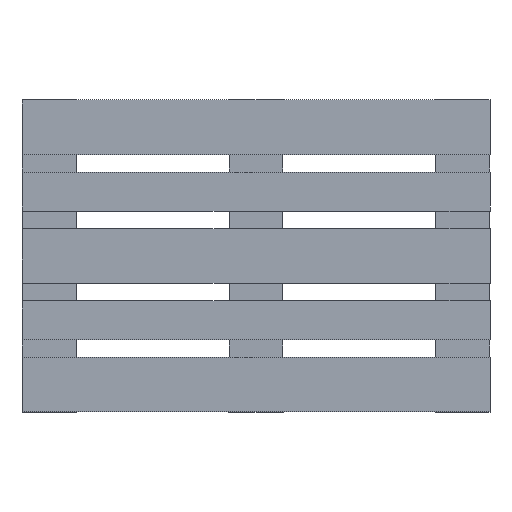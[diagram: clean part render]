
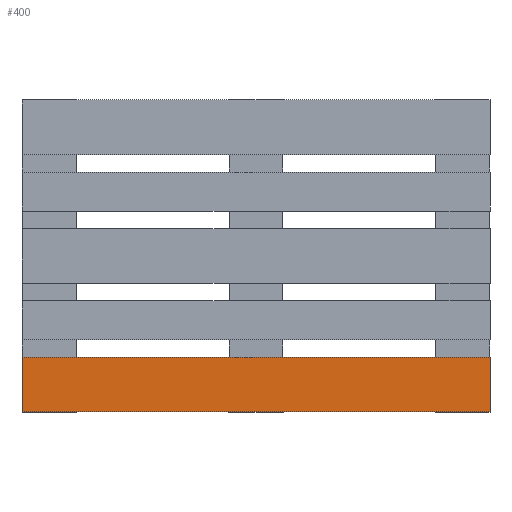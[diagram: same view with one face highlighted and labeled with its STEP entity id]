
A CAD part, top view. The second image highlights one B-rep face of the part: STEP entity #400.
In plain terms, the highlighted planar face has unit normal (0, 0, 1).
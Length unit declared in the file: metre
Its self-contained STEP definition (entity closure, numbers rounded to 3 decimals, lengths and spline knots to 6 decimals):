
#400 = ADVANCED_FACE( '', ( #830 ), #831, .T. );
#830 = FACE_OUTER_BOUND( '', #1287, .T. );
#831 = PLANE( '', #1288 );
#1287 = EDGE_LOOP( '', ( #2485, #2486, #2487, #2488 ) );
#1288 = AXIS2_PLACEMENT_3D( '', #2489, #2490, #2491 );
#2485 = ORIENTED_EDGE( '', *, *, #3372, .T. );
#2486 = ORIENTED_EDGE( '', *, *, #2898, .T. );
#2487 = ORIENTED_EDGE( '', *, *, #2873, .T. );
#2488 = ORIENTED_EDGE( '', *, *, #3073, .T. );
#2489 = CARTESIAN_POINT( '', ( -0.6, -0.07, 0.02 ) );
#2490 = DIRECTION( '', ( 0., 0., 1. ) );
#2491 = DIRECTION( '', ( 1., 0., 0. ) );
#2873 = EDGE_CURVE( '', #3463, #3464, #3465, .T. );
#2898 = EDGE_CURVE( '', #3508, #3463, #3509, .T. );
#3073 = EDGE_CURVE( '', #3464, #3801, #3802, .T. );
#3372 = EDGE_CURVE( '', #3801, #3508, #4207, .T. );
#3463 = VERTEX_POINT( '', #4309 );
#3464 = VERTEX_POINT( '', #4310 );
#3465 = LINE( '', #4311, #4312 );
#3508 = VERTEX_POINT( '', #4374 );
#3509 = LINE( '', #4375, #4376 );
#3801 = VERTEX_POINT( '', #4811 );
#3802 = LINE( '', #4812, #4813 );
#4207 = LINE( '', #5441, #5442 );
#4309 = CARTESIAN_POINT( '', ( -0.6, -0.4, 0.02 ) );
#4310 = CARTESIAN_POINT( '', ( 0.6, -0.4, 0.02 ) );
#4311 = CARTESIAN_POINT( '', ( -0.6, -0.4, 0.02 ) );
#4312 = VECTOR( '', #5560, 1. );
#4374 = CARTESIAN_POINT( '', ( -0.6, -0.26, 0.02 ) );
#4375 = CARTESIAN_POINT( '', ( -0.6, -0.26, 0.02 ) );
#4376 = VECTOR( '', #5580, 1. );
#4811 = CARTESIAN_POINT( '', ( 0.6, -0.26, 0.02 ) );
#4812 = CARTESIAN_POINT( '', ( 0.6, -0.4, 0.02 ) );
#4813 = VECTOR( '', #5724, 1. );
#5441 = CARTESIAN_POINT( '', ( 0.6, -0.26, 0.02 ) );
#5442 = VECTOR( '', #5948, 1. );
#5560 = DIRECTION( '', ( 1., 0., 0. ) );
#5580 = DIRECTION( '', ( 0., -1., 0. ) );
#5724 = DIRECTION( '', ( 0., 1., 0. ) );
#5948 = DIRECTION( '', ( -1., 0., 0. ) );
